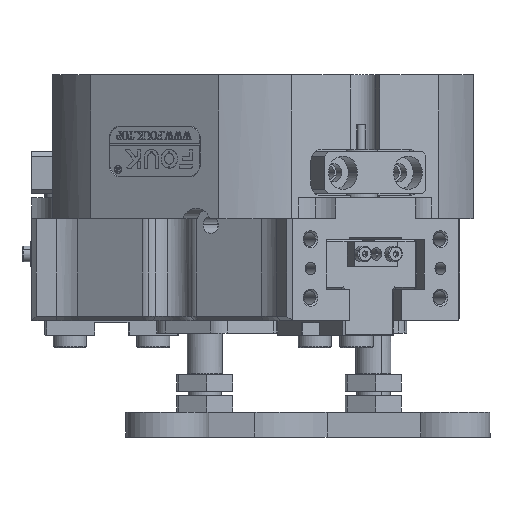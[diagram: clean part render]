
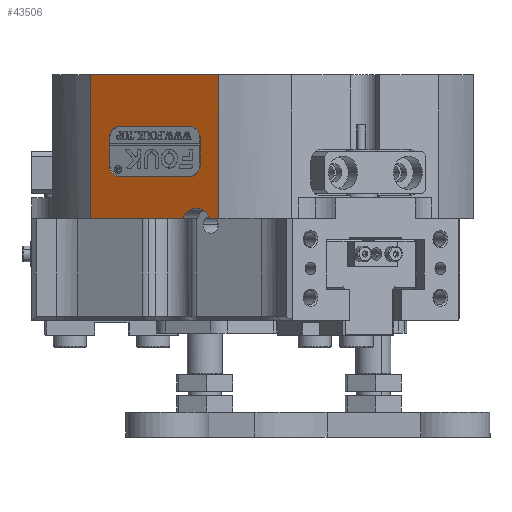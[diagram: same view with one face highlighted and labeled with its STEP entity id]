
A CAD part, front view. The second image highlights one B-rep face of the part: STEP entity #43506.
In plain terms, the highlighted planar face has unit normal (-0.5, -0.866, 0).
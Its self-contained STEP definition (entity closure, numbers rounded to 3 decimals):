
#277 = LINE ( 'NONE', #18866, #52085 ) ;
#1012 = DIRECTION ( 'NONE',  ( 0., 0., 1. ) ) ;
#1439 = ORIENTED_EDGE ( 'NONE', *, *, #37348, .T. ) ;
#1714 = VECTOR ( 'NONE', #17718, 1000. ) ;
#3025 = CARTESIAN_POINT ( 'NONE',  ( -19.023, -48.153, 122.628 ) ) ;
#3136 = VECTOR ( 'NONE', #50227, 1000. ) ;
#3413 = CARTESIAN_POINT ( 'NONE',  ( -26.08, -44.079, 144.828 ) ) ;
#3900 = LINE ( 'NONE', #11010, #24762 ) ;
#4129 = AXIS2_PLACEMENT_3D ( 'NONE', #7851, #36126, #40208 ) ;
#4785 = EDGE_CURVE ( 'NONE', #47497, #44464, #50952, .T. ) ;
#5225 = ORIENTED_EDGE ( 'NONE', *, *, #12524, .F. ) ;
#6167 = EDGE_CURVE ( 'NONE', #44464, #25158, #44605, .T. ) ;
#7592 = VECTOR ( 'NONE', #19812, 1000. ) ;
#7654 = VECTOR ( 'NONE', #1012, 1000. ) ;
#7851 = CARTESIAN_POINT ( 'NONE',  ( -7.767, -54.651, 172.628 ) ) ;
#8098 = EDGE_CURVE ( 'NONE', #30139, #14570, #22293, .T. ) ;
#8431 = CARTESIAN_POINT ( 'NONE',  ( -45.306, -32.979, 135.628 ) ) ;
#8846 = CARTESIAN_POINT ( 'NONE',  ( -45.306, -32.979, 141.828 ) ) ;
#9486 = DIRECTION ( 'NONE',  ( -0.866, 0.5, 0. ) ) ;
#9566 = VECTOR ( 'NONE', #9486, 1000. ) ;
#10148 = VERTEX_POINT ( 'NONE', #39711 ) ;
#10515 = ORIENTED_EDGE ( 'NONE', *, *, #23822, .F. ) ;
#11010 = CARTESIAN_POINT ( 'NONE',  ( -49.764, -30.405, 98.128 ) ) ;
#11308 = VERTEX_POINT ( 'NONE', #3413 ) ;
#11681 = AXIS2_PLACEMENT_3D ( 'NONE', #52156, #27978, #31229 ) ;
#11749 = EDGE_CURVE ( 'NONE', #17909, #40175, #3900, .T. ) ;
#11827 = ORIENTED_EDGE ( 'NONE', *, *, #6167, .F. ) ;
#11948 = PLANE ( 'NONE',  #4129 ) ;
#12024 = DIRECTION ( 'NONE',  ( -0.5, -0.866, 0. ) ) ;
#12524 = EDGE_CURVE ( 'NONE', #25158, #40175, #20264, .T. ) ;
#12812 = EDGE_CURVE ( 'NONE', #46516, #17909, #13300, .T. ) ;
#13222 = EDGE_CURVE ( 'NONE', #27475, #10148, #16431, .T. ) ;
#13233 = CARTESIAN_POINT ( 'NONE',  ( -26.08, -44.079, 141.828 ) ) ;
#13300 = LINE ( 'NONE', #48274, #7592 ) ;
#13484 = CARTESIAN_POINT ( 'NONE',  ( -12.284, -52.044, 122.628 ) ) ;
#13944 = ORIENTED_EDGE ( 'NONE', *, *, #11749, .T. ) ;
#14570 = VERTEX_POINT ( 'NONE', #20739 ) ;
#14750 = ORIENTED_EDGE ( 'NONE', *, *, #20130, .F. ) ;
#16431 = CIRCLE ( 'NONE', #43831, 3. ) ;
#17018 = VECTOR ( 'NONE', #41247, 1000. ) ;
#17405 = LINE ( 'NONE', #8846, #29458 ) ;
#17718 = DIRECTION ( 'NONE',  ( -0.866, 0.5, 0. ) ) ;
#17909 = VERTEX_POINT ( 'NONE', #48604 ) ;
#18311 = EDGE_LOOP ( 'NONE', ( #5225, #11827, #42247, #1439, #49005, #13944 ) ) ;
#18866 = CARTESIAN_POINT ( 'NONE',  ( -19.023, -48.153, 98.128 ) ) ;
#19495 = AXIS2_PLACEMENT_3D ( 'NONE', #13233, #29323, #44867 ) ;
#19647 = LINE ( 'NONE', #45164, #7654 ) ;
#19812 = DIRECTION ( 'NONE',  ( -0.866, 0.5, 0. ) ) ;
#20115 = DIRECTION ( 'NONE',  ( 0.866, -0.5, 0. ) ) ;
#20130 = EDGE_CURVE ( 'NONE', #11308, #30139, #24080, .T. ) ;
#20264 = LINE ( 'NONE', #37554, #9566 ) ;
#20739 = CARTESIAN_POINT ( 'NONE',  ( -45.306, -32.979, 141.828 ) ) ;
#22293 = CIRCLE ( 'NONE', #29022, 3. ) ;
#22767 = EDGE_LOOP ( 'NONE', ( #14750, #39552, #36239, #40946, #29532, #48958, #10515, #26991 ) ) ;
#23822 = EDGE_CURVE ( 'NONE', #14570, #24355, #17405, .T. ) ;
#24080 = LINE ( 'NONE', #41806, #3136 ) ;
#24355 = VERTEX_POINT ( 'NONE', #8431 ) ;
#24762 = VECTOR ( 'NONE', #27075, 1000. ) ;
#25158 = VERTEX_POINT ( 'NONE', #34499 ) ;
#25655 = CIRCLE ( 'NONE', #42508, 3. ) ;
#26028 = VERTEX_POINT ( 'NONE', #37035 ) ;
#26304 = EDGE_CURVE ( 'NONE', #26028, #11308, #36157, .T. ) ;
#26551 = FACE_BOUND ( 'NONE', #22767, .T. ) ;
#26745 = EDGE_CURVE ( 'NONE', #10148, #26028, #19647, .T. ) ;
#26991 = ORIENTED_EDGE ( 'NONE', *, *, #8098, .F. ) ;
#27075 = DIRECTION ( 'NONE',  ( 0., 0., -1. ) ) ;
#27475 = VERTEX_POINT ( 'NONE', #46186 ) ;
#27978 = DIRECTION ( 'NONE',  ( -0.5, -0.866, 0. ) ) ;
#28868 = VERTEX_POINT ( 'NONE', #44338 ) ;
#29022 = AXIS2_PLACEMENT_3D ( 'NONE', #48896, #45025, #37241 ) ;
#29323 = DIRECTION ( 'NONE',  ( -0.5, -0.866, 0. ) ) ;
#29458 = VECTOR ( 'NONE', #42066, 1000. ) ;
#29532 = ORIENTED_EDGE ( 'NONE', *, *, #45717, .F. ) ;
#30139 = VERTEX_POINT ( 'NONE', #31820 ) ;
#31229 = DIRECTION ( 'NONE',  ( 0.866, -0.5, 0. ) ) ;
#31820 = CARTESIAN_POINT ( 'NONE',  ( -42.708, -34.479, 144.828 ) ) ;
#34499 = CARTESIAN_POINT ( 'NONE',  ( -27.646, -43.175, 122.628 ) ) ;
#36126 = DIRECTION ( 'NONE',  ( 0.5, 0.866, 0. ) ) ;
#36157 = CIRCLE ( 'NONE', #19495, 3. ) ;
#36239 = ORIENTED_EDGE ( 'NONE', *, *, #26745, .F. ) ;
#36351 = DIRECTION ( 'NONE',  ( 0., 0., 1. ) ) ;
#37035 = CARTESIAN_POINT ( 'NONE',  ( -23.482, -45.579, 141.828 ) ) ;
#37241 = DIRECTION ( 'NONE',  ( 0.866, -0.5, 0. ) ) ;
#37348 = EDGE_CURVE ( 'NONE', #47497, #46516, #277, .T. ) ;
#37554 = CARTESIAN_POINT ( 'NONE',  ( -12.284, -52.044, 122.628 ) ) ;
#38259 = FACE_OUTER_BOUND ( 'NONE', #18311, .T. ) ;
#39552 = ORIENTED_EDGE ( 'NONE', *, *, #26304, .F. ) ;
#39711 = CARTESIAN_POINT ( 'NONE',  ( -23.482, -45.579, 135.628 ) ) ;
#40175 = VERTEX_POINT ( 'NONE', #41801 ) ;
#40208 = DIRECTION ( 'NONE',  ( 0.866, -0.5, 0. ) ) ;
#40946 = ORIENTED_EDGE ( 'NONE', *, *, #13222, .F. ) ;
#41002 = CARTESIAN_POINT ( 'NONE',  ( -42.708, -34.479, 135.628 ) ) ;
#41078 = LINE ( 'NONE', #45835, #17018 ) ;
#41247 = DIRECTION ( 'NONE',  ( 0.866, -0.5, 0. ) ) ;
#41801 = CARTESIAN_POINT ( 'NONE',  ( -49.764, -30.405, 122.628 ) ) ;
#41806 = CARTESIAN_POINT ( 'NONE',  ( -42.708, -34.479, 144.828 ) ) ;
#42066 = DIRECTION ( 'NONE',  ( 0., 0., -1. ) ) ;
#42247 = ORIENTED_EDGE ( 'NONE', *, *, #4785, .F. ) ;
#42508 = AXIS2_PLACEMENT_3D ( 'NONE', #41002, #12024, #20115 ) ;
#43176 = CARTESIAN_POINT ( 'NONE',  ( -26.08, -44.079, 135.628 ) ) ;
#43506 = ADVANCED_FACE ( 'NONE', ( #26551, #38259 ), #11948, .F. ) ;
#43526 = DIRECTION ( 'NONE',  ( 0.866, -0.5, 0. ) ) ;
#43831 = AXIS2_PLACEMENT_3D ( 'NONE', #43176, #47737, #43526 ) ;
#44338 = CARTESIAN_POINT ( 'NONE',  ( -42.708, -34.479, 132.628 ) ) ;
#44464 = VERTEX_POINT ( 'NONE', #51197 ) ;
#44605 = CIRCLE ( 'NONE', #11681, 4. ) ;
#44867 = DIRECTION ( 'NONE',  ( -0.866, 0.5, 0. ) ) ;
#45025 = DIRECTION ( 'NONE',  ( -0.5, -0.866, 0. ) ) ;
#45164 = CARTESIAN_POINT ( 'NONE',  ( -23.482, -45.579, 141.828 ) ) ;
#45717 = EDGE_CURVE ( 'NONE', #28868, #27475, #41078, .T. ) ;
#45835 = CARTESIAN_POINT ( 'NONE',  ( -42.708, -34.479, 132.628 ) ) ;
#46186 = CARTESIAN_POINT ( 'NONE',  ( -26.08, -44.079, 132.628 ) ) ;
#46516 = VERTEX_POINT ( 'NONE', #47525 ) ;
#47497 = VERTEX_POINT ( 'NONE', #3025 ) ;
#47525 = CARTESIAN_POINT ( 'NONE',  ( -19.023, -48.153, 157.128 ) ) ;
#47737 = DIRECTION ( 'NONE',  ( -0.5, -0.866, 0. ) ) ;
#48274 = CARTESIAN_POINT ( 'NONE',  ( -34.394, -39.279, 157.128 ) ) ;
#48604 = CARTESIAN_POINT ( 'NONE',  ( -49.764, -30.405, 157.128 ) ) ;
#48896 = CARTESIAN_POINT ( 'NONE',  ( -42.708, -34.479, 141.828 ) ) ;
#48958 = ORIENTED_EDGE ( 'NONE', *, *, #51537, .F. ) ;
#49005 = ORIENTED_EDGE ( 'NONE', *, *, #12812, .T. ) ;
#50227 = DIRECTION ( 'NONE',  ( -0.866, 0.5, 0. ) ) ;
#50952 = LINE ( 'NONE', #13484, #1714 ) ;
#51197 = CARTESIAN_POINT ( 'NONE',  ( -21.223, -46.883, 122.628 ) ) ;
#51537 = EDGE_CURVE ( 'NONE', #24355, #28868, #25655, .T. ) ;
#52085 = VECTOR ( 'NONE', #36351, 1000. ) ;
#52156 = CARTESIAN_POINT ( 'NONE',  ( -24.435, -45.029, 121.128 ) ) ;
